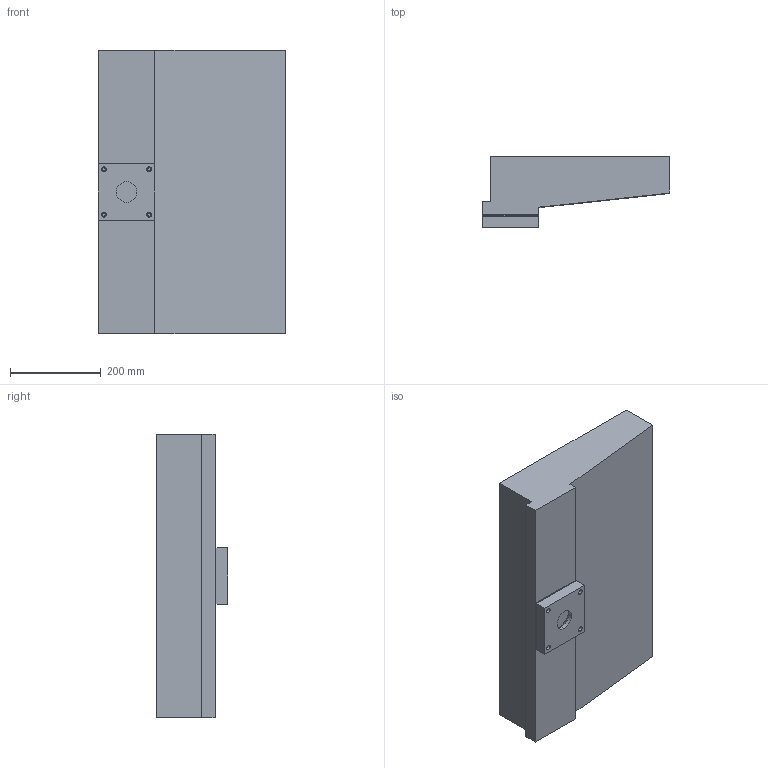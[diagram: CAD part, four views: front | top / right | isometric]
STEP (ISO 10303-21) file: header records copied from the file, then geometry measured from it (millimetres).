
FILE_DESCRIPTION (( 'STEP AP214' ), '1' );
FILE_NAME ('Tide_1_Piccolo.STEP', '2018-11-08T06:50:13', ( '' ), ( '' ), 'SwSTEP 2.0', 'SolidWorks 2017', '' );
FILE_SCHEMA (( 'AUTOMOTIVE_DESIGN' ));
Length unit declared in the file: millimetre
Products named in the file (1): Tide_1_Piccolo
Bounding box: 414 x 158 x 626 mm (x, y, z)
Volume: 6977948.7 mm3; surface area: 998646.8 mm2
Topology: 3 solids, 3 shells, 93 faces, 232 edges, 154 vertices
Faces by surface type: plane 49, cylinder 42, cone 2
Entity records: 2892 total; most frequent: DIRECTION 506, CARTESIAN_POINT 480, ORIENTED_EDGE 464, EDGE_CURVE 232, AXIS2_PLACEMENT_3D 180, VERTEX_POINT 154, LINE 146, VECTOR 146
